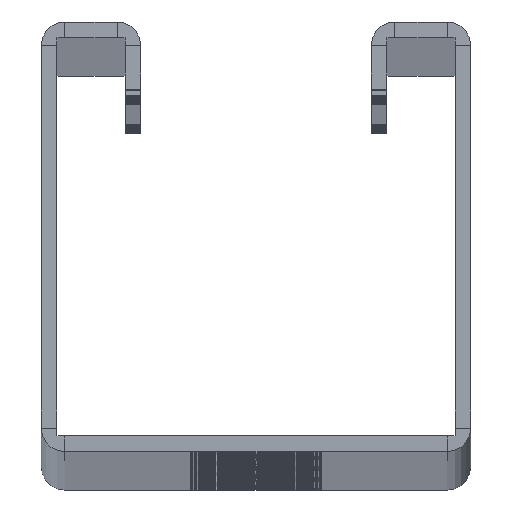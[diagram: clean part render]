
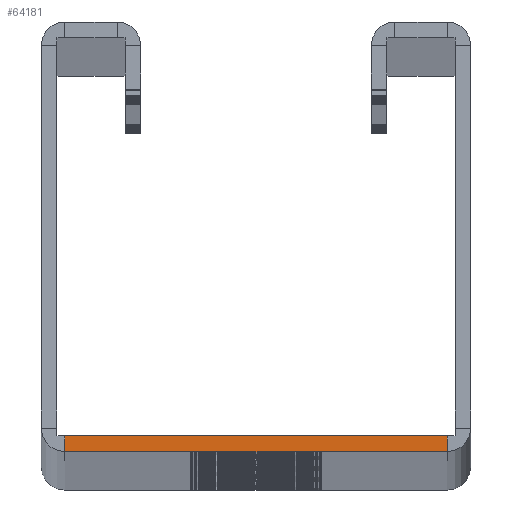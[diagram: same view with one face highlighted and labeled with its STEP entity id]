
A CAD part, top view. The second image highlights one B-rep face of the part: STEP entity #64181.
In plain terms, the highlighted planar face has unit normal (0, 0, 1).
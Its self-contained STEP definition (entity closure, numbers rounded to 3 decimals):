
#174 = DIRECTION ( 'NONE',  ( 0., -1., 0. ) ) ;
#4717 = VECTOR ( 'NONE', #174, 1000. ) ;
#5681 = VERTEX_POINT ( 'NONE', #36719 ) ;
#12740 = ORIENTED_EDGE ( 'NONE', *, *, #66888, .F. ) ;
#14924 = VERTEX_POINT ( 'NONE', #35747 ) ;
#15073 = ORIENTED_EDGE ( 'NONE', *, *, #20560, .T. ) ;
#15185 = DIRECTION ( 'NONE',  ( -1., 0., 0. ) ) ;
#16952 = VECTOR ( 'NONE', #15185, 1000. ) ;
#18720 = CARTESIAN_POINT ( 'NONE',  ( -13.25, 38.75, 0. ) ) ;
#20560 = EDGE_CURVE ( 'NONE', #60589, #14924, #69774, .T. ) ;
#22065 = EDGE_CURVE ( 'NONE', #5681, #67058, #69519, .T. ) ;
#25385 = CARTESIAN_POINT ( 'NONE',  ( -18.25, 1.5, 0. ) ) ;
#25826 = CARTESIAN_POINT ( 'NONE',  ( 0., 1.5, 0. ) ) ;
#29157 = CARTESIAN_POINT ( 'NONE',  ( -18.25, 0., 0. ) ) ;
#30939 = CARTESIAN_POINT ( 'NONE',  ( 18.25, 1.5, 0. ) ) ;
#33571 = ORIENTED_EDGE ( 'NONE', *, *, #53091, .T. ) ;
#34154 = LINE ( 'NONE', #65261, #4717 ) ;
#35035 = VECTOR ( 'NONE', #64106, 1000. ) ;
#35747 = CARTESIAN_POINT ( 'NONE',  ( -18.25, 1.5, 0. ) ) ;
#35878 = DIRECTION ( 'NONE',  ( 0., 0., 1. ) ) ;
#36719 = CARTESIAN_POINT ( 'NONE',  ( 18.25, 0., 0. ) ) ;
#39064 = DIRECTION ( 'NONE',  ( -1., 0., 0. ) ) ;
#40057 = AXIS2_PLACEMENT_3D ( 'NONE', #18720, #35878, #46319 ) ;
#46319 = DIRECTION ( 'NONE',  ( 1., 0., 0. ) ) ;
#50225 = CARTESIAN_POINT ( 'NONE',  ( 0., 0., 0. ) ) ;
#51323 = VECTOR ( 'NONE', #39064, 1000. ) ;
#52777 = EDGE_LOOP ( 'NONE', ( #15073, #33571, #63062, #12740 ) ) ;
#53091 = EDGE_CURVE ( 'NONE', #14924, #67058, #59247, .T. ) ;
#57643 = PLANE ( 'NONE',  #40057 ) ;
#59247 = LINE ( 'NONE', #25385, #35035 ) ;
#60589 = VERTEX_POINT ( 'NONE', #30939 ) ;
#63062 = ORIENTED_EDGE ( 'NONE', *, *, #22065, .F. ) ;
#64106 = DIRECTION ( 'NONE',  ( 0., -1., 0. ) ) ;
#64181 = ADVANCED_FACE ( 'NONE', ( #64762 ), #57643, .T. ) ;
#64762 = FACE_OUTER_BOUND ( 'NONE', #52777, .T. ) ;
#65261 = CARTESIAN_POINT ( 'NONE',  ( 18.25, 1.5, 0. ) ) ;
#66888 = EDGE_CURVE ( 'NONE', #60589, #5681, #34154, .T. ) ;
#67058 = VERTEX_POINT ( 'NONE', #29157 ) ;
#69519 = LINE ( 'NONE', #50225, #51323 ) ;
#69774 = LINE ( 'NONE', #25826, #16952 ) ;
